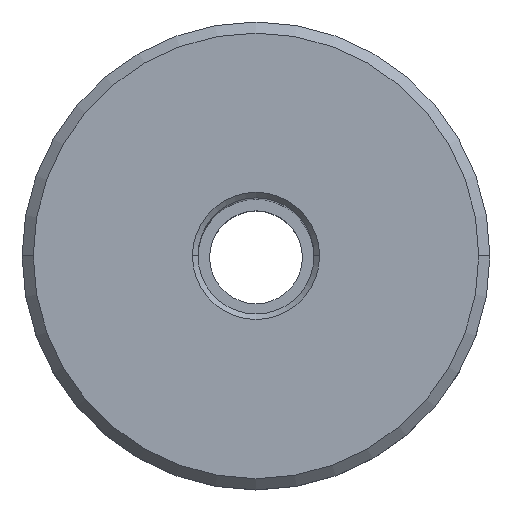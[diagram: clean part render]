
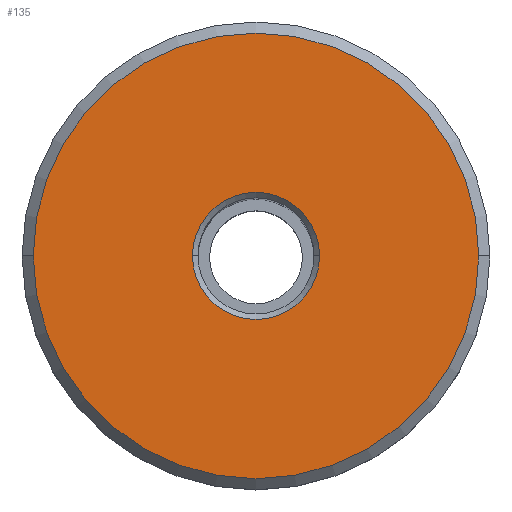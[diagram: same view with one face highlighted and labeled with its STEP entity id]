
A CAD part, top view. The second image highlights one B-rep face of the part: STEP entity #135.
In plain terms, the highlighted planar face has unit normal (0, 0, 1).
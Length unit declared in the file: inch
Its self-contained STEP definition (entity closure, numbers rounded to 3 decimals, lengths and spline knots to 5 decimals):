
#4 = AXIS2_PLACEMENT_3D ( 'NONE', #69, #1058, #313 ) ;
#22 = AXIS2_PLACEMENT_3D ( 'NONE', #1048, #450, #696 ) ;
#37 = CARTESIAN_POINT ( 'NONE',  ( 0., 0., 0. ) ) ;
#57 = PLANE ( 'NONE',  #4 ) ;
#69 = CARTESIAN_POINT ( 'NONE',  ( 0., 0.62992, 0. ) ) ;
#123 = ORIENTED_EDGE ( 'NONE', *, *, #796, .T. ) ;
#135 = ADVANCED_FACE ( 'NONE', ( #635, #811 ), #57, .F. ) ;
#140 = DIRECTION ( 'NONE',  ( 0., 0., 1. ) ) ;
#142 = CARTESIAN_POINT ( 'NONE',  ( 0., 0., 0. ) ) ;
#145 = CIRCLE ( 'NONE', #992, 0.59992 ) ;
#209 = VERTEX_POINT ( 'NONE', #751 ) ;
#274 = DIRECTION ( 'NONE',  ( -1., 0., 0. ) ) ;
#303 = DIRECTION ( 'NONE',  ( 0., 0., 1. ) ) ;
#313 = DIRECTION ( 'NONE',  ( -1., 0., 0. ) ) ;
#372 = CARTESIAN_POINT ( 'NONE',  ( 0.17125, 0., 0. ) ) ;
#382 = DIRECTION ( 'NONE',  ( -1., 0., 0. ) ) ;
#395 = VERTEX_POINT ( 'NONE', #372 ) ;
#424 = EDGE_CURVE ( 'NONE', #971, #395, #785, .T. ) ;
#450 = DIRECTION ( 'NONE',  ( 0., 0., -1. ) ) ;
#455 = ORIENTED_EDGE ( 'NONE', *, *, #521, .T. ) ;
#521 = EDGE_CURVE ( 'NONE', #978, #209, #145, .T. ) ;
#524 = ORIENTED_EDGE ( 'NONE', *, *, #424, .T. ) ;
#604 = EDGE_LOOP ( 'NONE', ( #123, #524 ) ) ;
#635 = FACE_OUTER_BOUND ( 'NONE', #791, .T. ) ;
#692 = DIRECTION ( 'NONE',  ( -1., 0., 0. ) ) ;
#696 = DIRECTION ( 'NONE',  ( -1., 0., 0. ) ) ;
#706 = AXIS2_PLACEMENT_3D ( 'NONE', #37, #788, #692 ) ;
#751 = CARTESIAN_POINT ( 'NONE',  ( -0.59992, 0., 0. ) ) ;
#785 = CIRCLE ( 'NONE', #706, 0.17125 ) ;
#788 = DIRECTION ( 'NONE',  ( 0., 0., -1. ) ) ;
#791 = EDGE_LOOP ( 'NONE', ( #824, #455 ) ) ;
#792 = EDGE_CURVE ( 'NONE', #209, #978, #1042, .T. ) ;
#796 = EDGE_CURVE ( 'NONE', #395, #971, #1063, .T. ) ;
#803 = AXIS2_PLACEMENT_3D ( 'NONE', #850, #140, #274 ) ;
#811 = FACE_BOUND ( 'NONE', #604, .T. ) ;
#824 = ORIENTED_EDGE ( 'NONE', *, *, #792, .T. ) ;
#850 = CARTESIAN_POINT ( 'NONE',  ( 0., 0., 0. ) ) ;
#897 = CARTESIAN_POINT ( 'NONE',  ( -0.17125, 0., 0. ) ) ;
#971 = VERTEX_POINT ( 'NONE', #897 ) ;
#978 = VERTEX_POINT ( 'NONE', #979 ) ;
#979 = CARTESIAN_POINT ( 'NONE',  ( 0.59992, 0., 0. ) ) ;
#992 = AXIS2_PLACEMENT_3D ( 'NONE', #142, #303, #382 ) ;
#1042 = CIRCLE ( 'NONE', #803, 0.59992 ) ;
#1048 = CARTESIAN_POINT ( 'NONE',  ( 0., 0., 0. ) ) ;
#1058 = DIRECTION ( 'NONE',  ( 0., 0., -1. ) ) ;
#1063 = CIRCLE ( 'NONE', #22, 0.17125 ) ;
